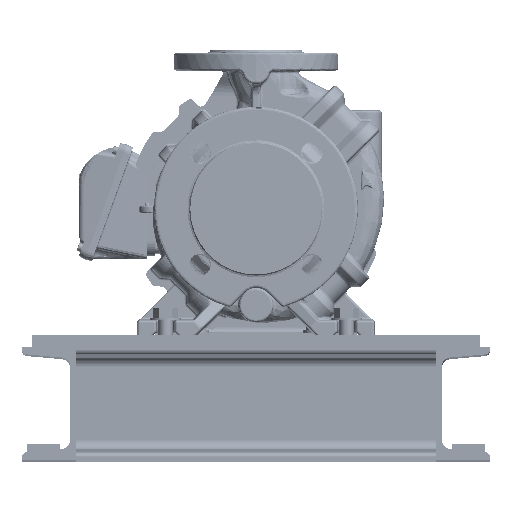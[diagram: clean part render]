
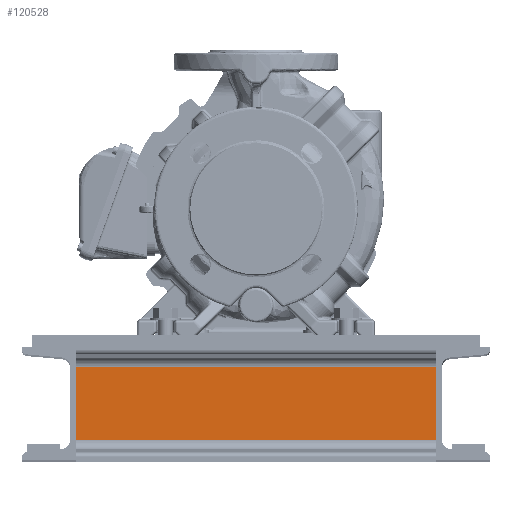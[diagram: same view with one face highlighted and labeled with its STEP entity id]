
A CAD part, top view. The second image highlights one B-rep face of the part: STEP entity #120528.
In plain terms, the highlighted face is planar.
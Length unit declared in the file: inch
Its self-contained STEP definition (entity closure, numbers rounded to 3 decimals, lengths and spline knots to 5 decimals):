
#7797 = DIRECTION ( 'NONE',  ( 0., 0., 1. ) ) ;
#10814 = EDGE_LOOP ( 'NONE', ( #26314, #382258, #114183, #402119 ) ) ;
#17877 = PLANE ( 'NONE',  #209756 ) ;
#20845 = CARTESIAN_POINT ( 'NONE',  ( 0.20866, -1.26264, 6.25 ) ) ;
#24546 = DIRECTION ( 'NONE',  ( 0., 0., 1. ) ) ;
#25157 = VECTOR ( 'NONE', #123739, 39.37008 ) ;
#26314 = ORIENTED_EDGE ( 'NONE', *, *, #430732, .T. ) ;
#37206 = EDGE_CURVE ( 'NONE', #104149, #138596, #349383, .T. ) ;
#37459 = VECTOR ( 'NONE', #261421, 39.37008 ) ;
#58141 = DIRECTION ( 'NONE',  ( 0., -1., 0. ) ) ;
#66862 = CARTESIAN_POINT ( 'NONE',  ( 0.20866, 1.26264, 6.25 ) ) ;
#72100 = VECTOR ( 'NONE', #58141, 39.37008 ) ;
#104149 = VERTEX_POINT ( 'NONE', #297513 ) ;
#114183 = ORIENTED_EDGE ( 'NONE', *, *, #37206, .F. ) ;
#120528 = ADVANCED_FACE ( 'NONE', ( #125657 ), #17877, .F. ) ;
#123739 = DIRECTION ( 'NONE',  ( 0., 0., 1. ) ) ;
#125657 = FACE_OUTER_BOUND ( 'NONE', #10814, .T. ) ;
#138596 = VERTEX_POINT ( 'NONE', #20845 ) ;
#182116 = VECTOR ( 'NONE', #7797, 39.37008 ) ;
#186778 = LINE ( 'NONE', #353132, #25157 ) ;
#190812 = LINE ( 'NONE', #366032, #72100 ) ;
#209756 = AXIS2_PLACEMENT_3D ( 'NONE', #264995, #296466, #24546 ) ;
#261421 = DIRECTION ( 'NONE',  ( 0., -1., 0. ) ) ;
#262462 = CARTESIAN_POINT ( 'NONE',  ( 0.20866, 1.26264, -6.25 ) ) ;
#264995 = CARTESIAN_POINT ( 'NONE',  ( 0.20866, 1.26264, -6.25 ) ) ;
#286679 = VERTEX_POINT ( 'NONE', #66862 ) ;
#296466 = DIRECTION ( 'NONE',  ( -1., 0., 0. ) ) ;
#297513 = CARTESIAN_POINT ( 'NONE',  ( 0.20866, -1.26264, -6.25 ) ) ;
#308726 = EDGE_CURVE ( 'NONE', #373656, #104149, #331055, .T. ) ;
#331055 = LINE ( 'NONE', #432219, #37459 ) ;
#349383 = LINE ( 'NONE', #419056, #182116 ) ;
#353132 = CARTESIAN_POINT ( 'NONE',  ( 0.20866, 1.26264, -6.25 ) ) ;
#366032 = CARTESIAN_POINT ( 'NONE',  ( 0.20866, 1.26264, 6.25 ) ) ;
#373656 = VERTEX_POINT ( 'NONE', #262462 ) ;
#382258 = ORIENTED_EDGE ( 'NONE', *, *, #435322, .T. ) ;
#402119 = ORIENTED_EDGE ( 'NONE', *, *, #308726, .F. ) ;
#419056 = CARTESIAN_POINT ( 'NONE',  ( 0.20866, -1.26264, -6.25 ) ) ;
#430732 = EDGE_CURVE ( 'NONE', #373656, #286679, #186778, .T. ) ;
#432219 = CARTESIAN_POINT ( 'NONE',  ( 0.20866, 1.26264, -6.25 ) ) ;
#435322 = EDGE_CURVE ( 'NONE', #286679, #138596, #190812, .T. ) ;
